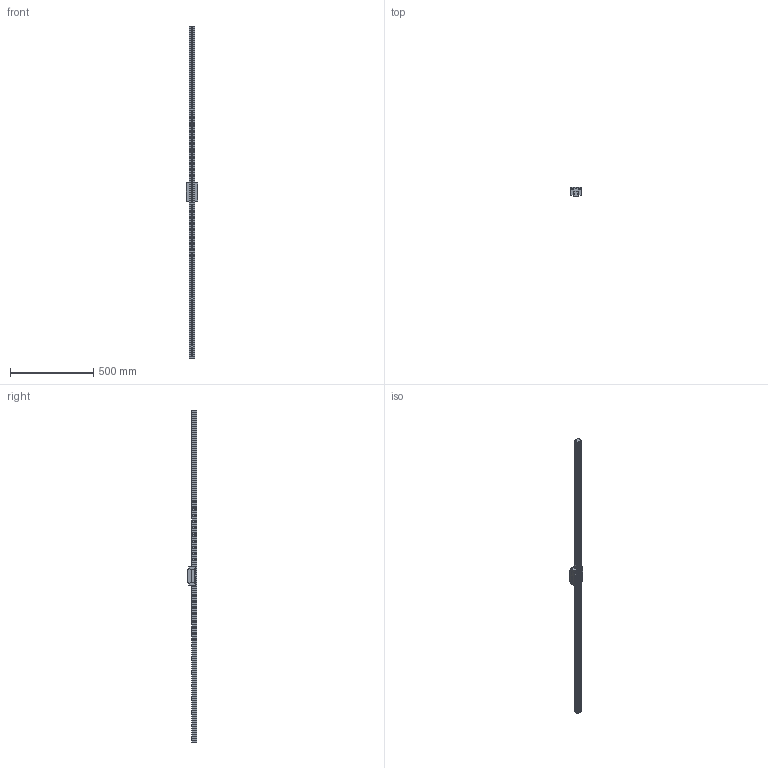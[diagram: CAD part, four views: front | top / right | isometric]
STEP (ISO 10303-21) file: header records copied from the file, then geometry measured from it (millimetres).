
FILE_DESCRIPTION (( 'STEP AP214' ), '1' );
FILE_NAME ('Transept Giltec-RGB35 - PGB35.STEP', '2014-10-08T10:53:05', ( 'Windows User' ), ( '' ), 'SwSTEP 2.0', 'SolidWorks 2014', '' );
FILE_SCHEMA (( 'AUTOMOTIVE_DESIGN' ));
Length unit declared in the file: millimetre
Products named in the file (1): Transept Giltec-RGB35 - PGB35
Bounding box: 70 x 55 x 2000 mm (x, y, z)
Volume: 1895568.2 mm3; surface area: 321553.7 mm2
Topology: 2 solids, 2 shells, 607 faces, 1770 edges, 1180 vertices
Faces by surface type: plane 423, cylinder 120, bspline 64
Entity records: 21398 total; most frequent: CARTESIAN_POINT 6007, ORIENTED_EDGE 3540, DIRECTION 2755, EDGE_CURVE 1770, VERTEX_POINT 1180, VECTOR 987, LINE 987, AXIS2_PLACEMENT_3D 884
